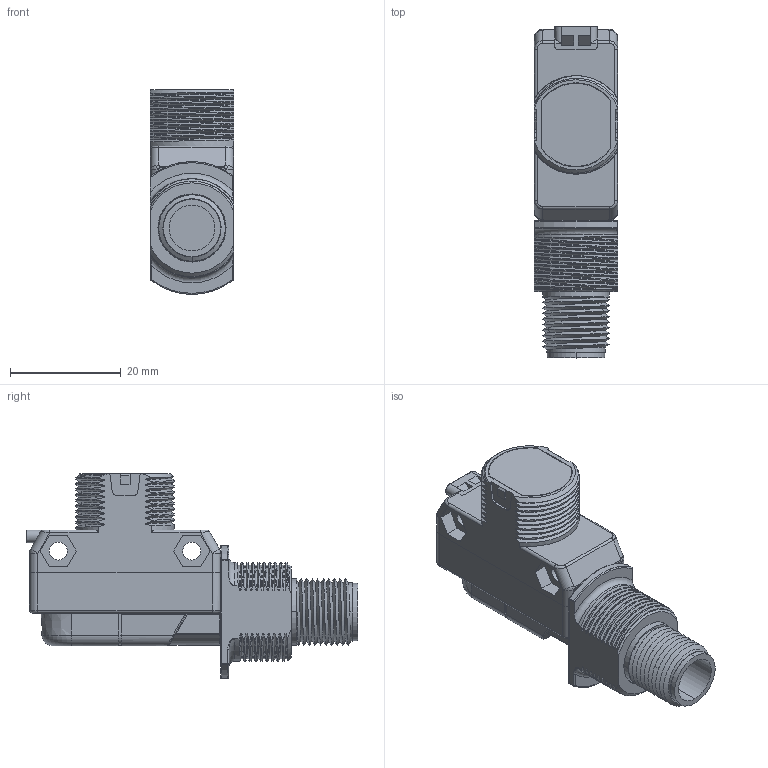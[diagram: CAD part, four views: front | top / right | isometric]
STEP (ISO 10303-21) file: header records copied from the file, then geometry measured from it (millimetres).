
FILE_DESCRIPTION((''),'2;1');
FILE_NAME('156687_ASM','2016-04-13T',('pdmadmin'),(''),'PRO/ENGINEER BY PARAMETRIC TECHNOLOGY CORPORATION, 2016010','PRO/ENGINEER BY PARAMETRIC TECHNOLOGY CORPORATION, 2016010','');
FILE_SCHEMA(('CONFIG_CONTROL_DESIGN'));
Products named in the file (11): 127591_AF1; 127590; 127591_AF0_ASM; 114100; 114096_GENERIC; 114109_ASM; 60758_WEB; 61602_WEB_FILES_ASM; 08427_AF0; 127593; 156687_ASM
Assembly tree (10 placements, depth 4):
  156687_ASM
    127591_AF0_ASM
      127591_AF1
      127590
    61602_WEB_FILES_ASM
      114109_ASM
        114100
        114096_GENERIC
      60758_WEB
    08427_AF0
    127593
Bounding box: 15 x 59.91 x 37 mm (x, y, z)
Volume: 8725.2 mm3; surface area: 13417.7 mm2
Topology: 7 solids, 7 shells, 1263 faces, 3229 edges, 2003 vertices
Faces by surface type: plane 494, cylinder 389, bspline 220, torus 69, cone 68, sphere 21, revolution 2
Entity records: 74936 total; most frequent: CARTESIAN_POINT 45494, ORIENTED_EDGE 6450, DIRECTION 5583, EDGE_CURVE 3225, VERTEX_POINT 2003, AXIS2_PLACEMENT_3D 1923, VECTOR 1735, LINE 1735
